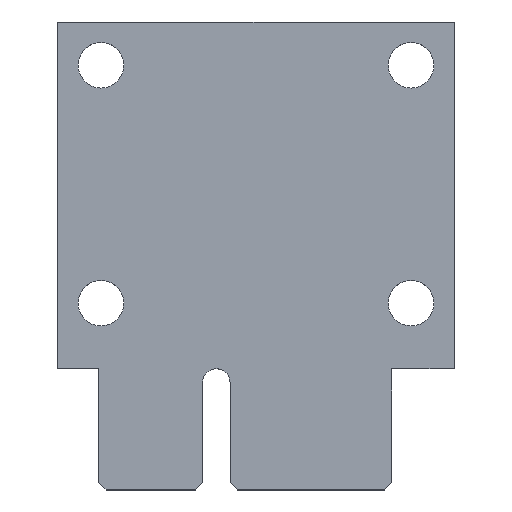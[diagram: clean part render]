
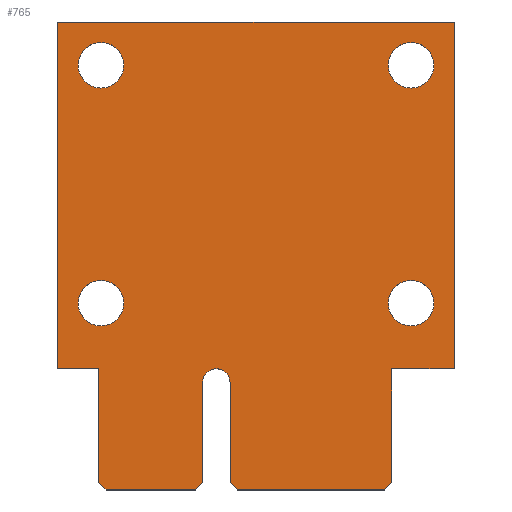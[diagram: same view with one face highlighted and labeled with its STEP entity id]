
A CAD part, top view. The second image highlights one B-rep face of the part: STEP entity #765.
In plain terms, the highlighted planar face has unit normal (0, 0, 1).
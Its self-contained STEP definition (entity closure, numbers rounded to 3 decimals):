
#42 = VERTEX_POINT('',#43);
#43 = CARTESIAN_POINT('',(27.5,10.,1.6));
#49 = EDGE_CURVE('',#42,#50,#52,.T.);
#50 = VERTEX_POINT('',#51);
#51 = CARTESIAN_POINT('',(27.5,8.95,1.6));
#52 = LINE('',#53,#54);
#53 = CARTESIAN_POINT('',(27.5,10.,1.6));
#54 = VECTOR('',#55,1.);
#55 = DIRECTION('',(0.,-1.,0.));
#80 = EDGE_CURVE('',#50,#81,#83,.T.);
#81 = VERTEX_POINT('',#82);
#82 = CARTESIAN_POINT('',(23.15,8.95,1.6));
#83 = LINE('',#84,#85);
#84 = CARTESIAN_POINT('',(27.5,8.95,1.6));
#85 = VECTOR('',#86,1.);
#86 = DIRECTION('',(-1.,0.,0.));
#111 = EDGE_CURVE('',#81,#112,#114,.T.);
#112 = VERTEX_POINT('',#113);
#113 = CARTESIAN_POINT('',(23.15,1.05,1.6));
#114 = LINE('',#115,#116);
#115 = CARTESIAN_POINT('',(23.15,8.95,1.6));
#116 = VECTOR('',#117,1.);
#117 = DIRECTION('',(0.,-1.,0.));
#142 = EDGE_CURVE('',#112,#143,#145,.T.);
#143 = VERTEX_POINT('',#144);
#144 = CARTESIAN_POINT('',(22.65,0.55,1.6));
#145 = LINE('',#146,#147);
#146 = CARTESIAN_POINT('',(23.15,1.05,1.6));
#147 = VECTOR('',#148,1.);
#148 = DIRECTION('',(-0.707,-0.707,0.));
#173 = EDGE_CURVE('',#143,#174,#176,.T.);
#174 = VERTEX_POINT('',#175);
#175 = CARTESIAN_POINT('',(12.45,0.55,1.6));
#176 = LINE('',#177,#178);
#177 = CARTESIAN_POINT('',(22.65,0.55,1.6));
#178 = VECTOR('',#179,1.);
#179 = DIRECTION('',(-1.,0.,0.));
#204 = EDGE_CURVE('',#174,#205,#207,.T.);
#205 = VERTEX_POINT('',#206);
#206 = CARTESIAN_POINT('',(11.95,1.05,1.6));
#207 = LINE('',#208,#209);
#208 = CARTESIAN_POINT('',(12.45,0.55,1.6));
#209 = VECTOR('',#210,1.);
#210 = DIRECTION('',(-0.707,0.707,0.));
#235 = EDGE_CURVE('',#205,#236,#238,.T.);
#236 = VERTEX_POINT('',#237);
#237 = CARTESIAN_POINT('',(11.95,8.,1.6));
#238 = LINE('',#239,#240);
#239 = CARTESIAN_POINT('',(11.95,1.05,1.6));
#240 = VECTOR('',#241,1.);
#241 = DIRECTION('',(0.,1.,0.));
#266 = EDGE_CURVE('',#236,#267,#269,.T.);
#267 = VERTEX_POINT('',#268);
#268 = CARTESIAN_POINT('',(10.053,8.1,1.6));
#269 = CIRCLE('',#270,0.951);
#270 = AXIS2_PLACEMENT_3D('',#271,#272,#273);
#271 = CARTESIAN_POINT('',(10.999,8.001,1.6));
#272 = DIRECTION('',(0.,0.,1.));
#273 = DIRECTION('',(1.,-0.002,0.));
#299 = EDGE_CURVE('',#267,#300,#302,.T.);
#300 = VERTEX_POINT('',#301);
#301 = CARTESIAN_POINT('',(10.05,8.,1.6));
#302 = LINE('',#303,#304);
#303 = CARTESIAN_POINT('',(10.053,8.1,1.6));
#304 = VECTOR('',#305,1.);
#305 = DIRECTION('',(-0.026,-1.,0.));
#330 = EDGE_CURVE('',#300,#331,#333,.T.);
#331 = VERTEX_POINT('',#332);
#332 = CARTESIAN_POINT('',(10.05,1.05,1.6));
#333 = LINE('',#334,#335);
#334 = CARTESIAN_POINT('',(10.05,8.,1.6));
#335 = VECTOR('',#336,1.);
#336 = DIRECTION('',(0.,-1.,0.));
#361 = EDGE_CURVE('',#331,#362,#364,.T.);
#362 = VERTEX_POINT('',#363);
#363 = CARTESIAN_POINT('',(9.55,0.55,1.6));
#364 = LINE('',#365,#366);
#365 = CARTESIAN_POINT('',(10.05,1.05,1.6));
#366 = VECTOR('',#367,1.);
#367 = DIRECTION('',(-0.707,-0.707,0.));
#392 = EDGE_CURVE('',#362,#393,#395,.T.);
#393 = VERTEX_POINT('',#394);
#394 = CARTESIAN_POINT('',(3.35,0.55,1.6));
#395 = LINE('',#396,#397);
#396 = CARTESIAN_POINT('',(9.55,0.55,1.6));
#397 = VECTOR('',#398,1.);
#398 = DIRECTION('',(-1.,0.,0.));
#423 = EDGE_CURVE('',#393,#424,#426,.T.);
#424 = VERTEX_POINT('',#425);
#425 = CARTESIAN_POINT('',(2.85,1.05,1.6));
#426 = LINE('',#427,#428);
#427 = CARTESIAN_POINT('',(3.35,0.55,1.6));
#428 = VECTOR('',#429,1.);
#429 = DIRECTION('',(-0.707,0.707,0.));
#454 = EDGE_CURVE('',#424,#455,#457,.T.);
#455 = VERTEX_POINT('',#456);
#456 = CARTESIAN_POINT('',(2.85,8.95,1.6));
#457 = LINE('',#458,#459);
#458 = CARTESIAN_POINT('',(2.85,1.05,1.6));
#459 = VECTOR('',#460,1.);
#460 = DIRECTION('',(0.,1.,0.));
#485 = EDGE_CURVE('',#455,#486,#488,.T.);
#486 = VERTEX_POINT('',#487);
#487 = CARTESIAN_POINT('',(0.,8.95,1.6));
#488 = LINE('',#489,#490);
#489 = CARTESIAN_POINT('',(2.85,8.95,1.6));
#490 = VECTOR('',#491,1.);
#491 = DIRECTION('',(-1.,0.,0.));
#516 = EDGE_CURVE('',#486,#517,#519,.T.);
#517 = VERTEX_POINT('',#518);
#518 = CARTESIAN_POINT('',(0.,33.,1.6));
#519 = LINE('',#520,#521);
#520 = CARTESIAN_POINT('',(0.,8.95,1.6));
#521 = VECTOR('',#522,1.);
#522 = DIRECTION('',(0.,1.,0.));
#547 = EDGE_CURVE('',#517,#548,#550,.T.);
#548 = VERTEX_POINT('',#549);
#549 = CARTESIAN_POINT('',(27.5,33.,1.6));
#550 = LINE('',#551,#552);
#551 = CARTESIAN_POINT('',(0.,33.,1.6));
#552 = VECTOR('',#553,1.);
#553 = DIRECTION('',(1.,0.,0.));
#578 = EDGE_CURVE('',#548,#42,#579,.T.);
#579 = LINE('',#580,#581);
#580 = CARTESIAN_POINT('',(27.5,33.,1.6));
#581 = VECTOR('',#582,1.);
#582 = DIRECTION('',(0.,-1.,0.));
#602 = VERTEX_POINT('',#603);
#603 = CARTESIAN_POINT('',(4.58,13.5,1.6));
#609 = EDGE_CURVE('',#602,#602,#610,.T.);
#610 = CIRCLE('',#611,1.58);
#611 = AXIS2_PLACEMENT_3D('',#612,#613,#614);
#612 = CARTESIAN_POINT('',(3.,13.5,1.6));
#613 = DIRECTION('',(0.,0.,1.));
#614 = DIRECTION('',(1.,0.,-0.));
#635 = VERTEX_POINT('',#636);
#636 = CARTESIAN_POINT('',(26.08,13.5,1.6));
#642 = EDGE_CURVE('',#635,#635,#643,.T.);
#643 = CIRCLE('',#644,1.58);
#644 = AXIS2_PLACEMENT_3D('',#645,#646,#647);
#645 = CARTESIAN_POINT('',(24.5,13.5,1.6));
#646 = DIRECTION('',(0.,0.,1.));
#647 = DIRECTION('',(1.,0.,-0.));
#668 = VERTEX_POINT('',#669);
#669 = CARTESIAN_POINT('',(4.58,30.,1.6));
#675 = EDGE_CURVE('',#668,#668,#676,.T.);
#676 = CIRCLE('',#677,1.58);
#677 = AXIS2_PLACEMENT_3D('',#678,#679,#680);
#678 = CARTESIAN_POINT('',(3.,30.,1.6));
#679 = DIRECTION('',(0.,0.,1.));
#680 = DIRECTION('',(1.,0.,-0.));
#701 = VERTEX_POINT('',#702);
#702 = CARTESIAN_POINT('',(26.08,30.,1.6));
#708 = EDGE_CURVE('',#701,#701,#709,.T.);
#709 = CIRCLE('',#710,1.58);
#710 = AXIS2_PLACEMENT_3D('',#711,#712,#713);
#711 = CARTESIAN_POINT('',(24.5,30.,1.6));
#712 = DIRECTION('',(0.,0.,1.));
#713 = DIRECTION('',(1.,0.,-0.));
#765 = ADVANCED_FACE('',(#766,#786,#789,#792,#795),#798,.T.);
#766 = FACE_BOUND('',#767,.F.);
#767 = EDGE_LOOP('',(#768,#769,#770,#771,#772,#773,#774,#775,#776,#777,
    #778,#779,#780,#781,#782,#783,#784,#785));
#768 = ORIENTED_EDGE('',*,*,#49,.T.);
#769 = ORIENTED_EDGE('',*,*,#80,.T.);
#770 = ORIENTED_EDGE('',*,*,#111,.T.);
#771 = ORIENTED_EDGE('',*,*,#142,.T.);
#772 = ORIENTED_EDGE('',*,*,#173,.T.);
#773 = ORIENTED_EDGE('',*,*,#204,.T.);
#774 = ORIENTED_EDGE('',*,*,#235,.T.);
#775 = ORIENTED_EDGE('',*,*,#266,.T.);
#776 = ORIENTED_EDGE('',*,*,#299,.T.);
#777 = ORIENTED_EDGE('',*,*,#330,.T.);
#778 = ORIENTED_EDGE('',*,*,#361,.T.);
#779 = ORIENTED_EDGE('',*,*,#392,.T.);
#780 = ORIENTED_EDGE('',*,*,#423,.T.);
#781 = ORIENTED_EDGE('',*,*,#454,.T.);
#782 = ORIENTED_EDGE('',*,*,#485,.T.);
#783 = ORIENTED_EDGE('',*,*,#516,.T.);
#784 = ORIENTED_EDGE('',*,*,#547,.T.);
#785 = ORIENTED_EDGE('',*,*,#578,.T.);
#786 = FACE_BOUND('',#787,.F.);
#787 = EDGE_LOOP('',(#788));
#788 = ORIENTED_EDGE('',*,*,#609,.T.);
#789 = FACE_BOUND('',#790,.F.);
#790 = EDGE_LOOP('',(#791));
#791 = ORIENTED_EDGE('',*,*,#642,.T.);
#792 = FACE_BOUND('',#793,.F.);
#793 = EDGE_LOOP('',(#794));
#794 = ORIENTED_EDGE('',*,*,#675,.T.);
#795 = FACE_BOUND('',#796,.F.);
#796 = EDGE_LOOP('',(#797));
#797 = ORIENTED_EDGE('',*,*,#708,.T.);
#798 = PLANE('',#799);
#799 = AXIS2_PLACEMENT_3D('',#800,#801,#802);
#800 = CARTESIAN_POINT('',(0.,0.,1.6));
#801 = DIRECTION('',(0.,0.,1.));
#802 = DIRECTION('',(1.,0.,-0.));
